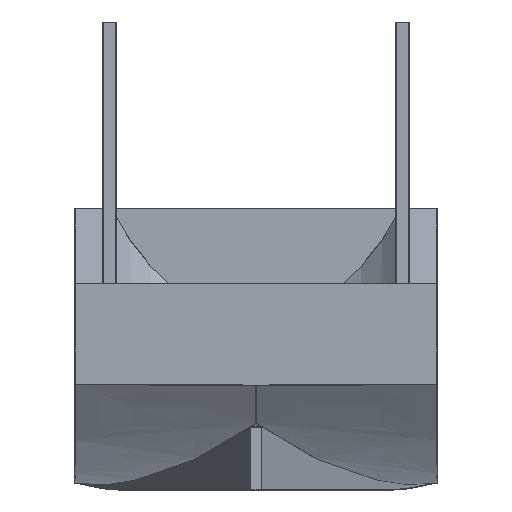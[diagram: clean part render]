
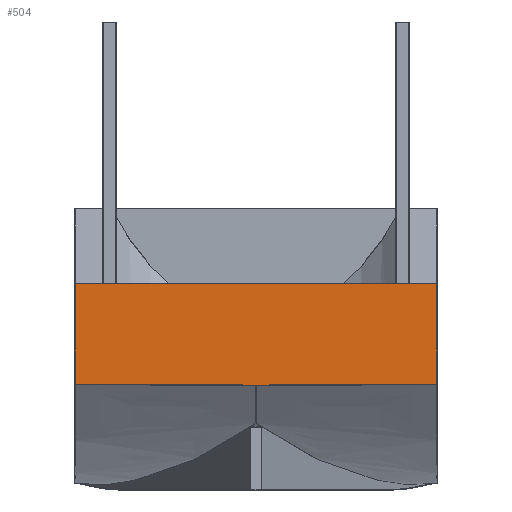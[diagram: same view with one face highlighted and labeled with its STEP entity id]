
A CAD part, front view. The second image highlights one B-rep face of the part: STEP entity #504.
In plain terms, the highlighted planar face has unit normal (0, -1, 0).
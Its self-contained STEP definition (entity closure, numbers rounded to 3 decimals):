
#345 = VERTEX_POINT('',#346);
#346 = CARTESIAN_POINT('',(-1312.5,-3000.,
    1558.397));
#352 = EDGE_CURVE('',#345,#353,#355,.T.);
#353 = VERTEX_POINT('',#354);
#354 = CARTESIAN_POINT('',(1312.5,-3000.,
    1558.397));
#355 = LINE('',#356,#357);
#356 = CARTESIAN_POINT('',(-2200.,-3000.,
    1558.397));
#357 = VECTOR('',#358,1.);
#358 = DIRECTION('',(1.,0.,0.));
#504 = ADVANCED_FACE('',(#505),#554,.T.);
#505 = FACE_BOUND('',#506,.T.);
#506 = EDGE_LOOP('',(#507,#515,#516,#524,#532,#540,#548));
#507 = ORIENTED_EDGE('',*,*,#508,.F.);
#508 = EDGE_CURVE('',#353,#509,#511,.T.);
#509 = VERTEX_POINT('',#510);
#510 = CARTESIAN_POINT('',(1312.5,-3000.,1190.043));
#511 = LINE('',#512,#513);
#512 = CARTESIAN_POINT('',(1312.5,-3000.,
    1558.397));
#513 = VECTOR('',#514,1.);
#514 = DIRECTION('',(0.,0.,-1.));
#515 = ORIENTED_EDGE('',*,*,#352,.F.);
#516 = ORIENTED_EDGE('',*,*,#517,.T.);
#517 = EDGE_CURVE('',#345,#518,#520,.T.);
#518 = VERTEX_POINT('',#519);
#519 = CARTESIAN_POINT('',(-1312.5,-3000.,1190.043));
#520 = LINE('',#521,#522);
#521 = CARTESIAN_POINT('',(-1312.5,-3000.,
    1558.397));
#522 = VECTOR('',#523,1.);
#523 = DIRECTION('',(0.,0.,-1.));
#524 = ORIENTED_EDGE('',*,*,#525,.T.);
#525 = EDGE_CURVE('',#518,#526,#528,.T.);
#526 = VERTEX_POINT('',#527);
#527 = CARTESIAN_POINT('',(-1312.5,-3000.,
    821.618));
#528 = LINE('',#529,#530);
#529 = CARTESIAN_POINT('',(-1312.5,-3000.,1190.043));
#530 = VECTOR('',#531,1.);
#531 = DIRECTION('',(0.,0.,-1.));
#532 = ORIENTED_EDGE('',*,*,#533,.F.);
#533 = EDGE_CURVE('',#534,#526,#536,.T.);
#534 = VERTEX_POINT('',#535);
#535 = CARTESIAN_POINT('',(0.,-3000.,816.141)
  );
#536 = LINE('',#537,#538);
#537 = CARTESIAN_POINT('',(0.,-3000.,816.141));
#538 = VECTOR('',#539,1.);
#539 = DIRECTION('',(-1.,0.,0.004));
#540 = ORIENTED_EDGE('',*,*,#541,.T.);
#541 = EDGE_CURVE('',#534,#542,#544,.T.);
#542 = VERTEX_POINT('',#543);
#543 = CARTESIAN_POINT('',(1312.5,-3000.,
    821.618));
#544 = LINE('',#545,#546);
#545 = CARTESIAN_POINT('',(0.,-3000.,816.141));
#546 = VECTOR('',#547,1.);
#547 = DIRECTION('',(1.,0.,0.004));
#548 = ORIENTED_EDGE('',*,*,#549,.F.);
#549 = EDGE_CURVE('',#509,#542,#550,.T.);
#550 = LINE('',#551,#552);
#551 = CARTESIAN_POINT('',(1312.5,-3000.,1190.043));
#552 = VECTOR('',#553,1.);
#553 = DIRECTION('',(0.,0.,-1.));
#554 = PLANE('',#555);
#555 = AXIS2_PLACEMENT_3D('',#556,#557,#558);
#556 = CARTESIAN_POINT('',(-1312.5,-3000.,1190.043));
#557 = DIRECTION('',(0.,-1.,0.));
#558 = DIRECTION('',(0.,0.,-1.));
